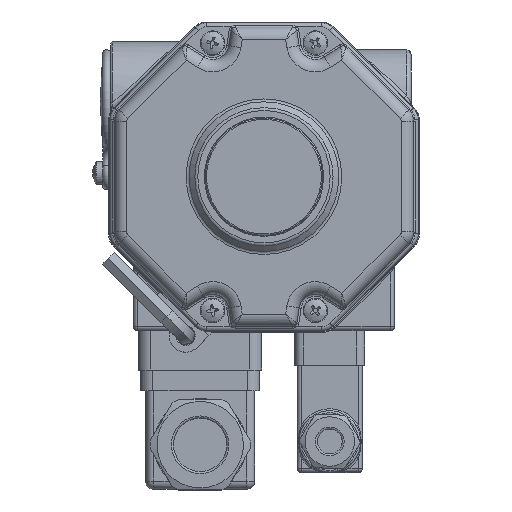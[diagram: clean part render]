
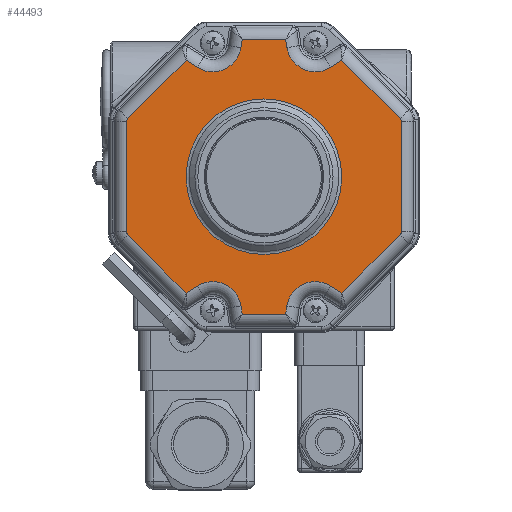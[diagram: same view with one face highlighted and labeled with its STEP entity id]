
A CAD part, top view. The second image highlights one B-rep face of the part: STEP entity #44493.
In plain terms, the highlighted face is planar.
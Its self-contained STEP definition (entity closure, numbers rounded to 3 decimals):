
#1516=PLANE('',#48756);
#4136=CIRCLE('',#48623,1.);
#4141=CIRCLE('',#48631,1.);
#4149=CIRCLE('',#48644,7.);
#4158=CIRCLE('',#48658,1.);
#4162=CIRCLE('',#48665,7.);
#4166=CIRCLE('',#48670,1.);
#4201=CIRCLE('',#48757,7.);
#4202=CIRCLE('',#48758,7.);
#4203=CIRCLE('',#48759,18.914);
#12994=ORIENTED_EDGE('',*,*,#19173,.T.);
#12995=ORIENTED_EDGE('',*,*,#19352,.T.);
#12996=ORIENTED_EDGE('',*,*,#19163,.T.);
#12997=ORIENTED_EDGE('',*,*,#19159,.T.);
#12998=ORIENTED_EDGE('',*,*,#19165,.T.);
#12999=ORIENTED_EDGE('',*,*,#19168,.T.);
#13000=ORIENTED_EDGE('',*,*,#19175,.T.);
#13001=ORIENTED_EDGE('',*,*,#19180,.T.);
#13002=ORIENTED_EDGE('',*,*,#19190,.T.);
#13003=ORIENTED_EDGE('',*,*,#19196,.T.);
#13004=ORIENTED_EDGE('',*,*,#19199,.T.);
#13005=ORIENTED_EDGE('',*,*,#19210,.T.);
#13006=ORIENTED_EDGE('',*,*,#19221,.T.);
#13007=ORIENTED_EDGE('',*,*,#19227,.T.);
#13008=ORIENTED_EDGE('',*,*,#19233,.T.);
#13009=ORIENTED_EDGE('',*,*,#19237,.T.);
#13010=ORIENTED_EDGE('',*,*,#19231,.T.);
#13011=ORIENTED_EDGE('',*,*,#19225,.T.);
#13012=ORIENTED_EDGE('',*,*,#19219,.T.);
#13013=ORIENTED_EDGE('',*,*,#19214,.T.);
#13014=ORIENTED_EDGE('',*,*,#19204,.T.);
#13015=ORIENTED_EDGE('',*,*,#19353,.T.);
#13016=ORIENTED_EDGE('',*,*,#19194,.T.);
#13017=ORIENTED_EDGE('',*,*,#19184,.T.);
#13018=ORIENTED_EDGE('',*,*,#19354,.T.);
#19159=EDGE_CURVE('',#22878,#22880,#25332,.T.);
#19163=EDGE_CURVE('',#22881,#22878,#25335,.T.);
#19165=EDGE_CURVE('',#22880,#22884,#4136,.T.);
#19168=EDGE_CURVE('',#22884,#22886,#25336,.T.);
#19173=EDGE_CURVE('',#22887,#22890,#25339,.T.);
#19175=EDGE_CURVE('',#22886,#22892,#4141,.T.);
#19180=EDGE_CURVE('',#22892,#22895,#25340,.T.);
#19184=EDGE_CURVE('',#22896,#22887,#25343,.T.);
#19190=EDGE_CURVE('',#22895,#22901,#25344,.T.);
#19194=EDGE_CURVE('',#22902,#22896,#25347,.T.);
#19196=EDGE_CURVE('',#22901,#22905,#4149,.T.);
#19199=EDGE_CURVE('',#22905,#22907,#25348,.T.);
#19204=EDGE_CURVE('',#22908,#22911,#25351,.T.);
#19210=EDGE_CURVE('',#22907,#22915,#25352,.T.);
#19214=EDGE_CURVE('',#22916,#22908,#25355,.T.);
#19219=EDGE_CURVE('',#22919,#22916,#4158,.T.);
#19221=EDGE_CURVE('',#22915,#22922,#25356,.T.);
#19225=EDGE_CURVE('',#22923,#22919,#25359,.T.);
#19227=EDGE_CURVE('',#22922,#22926,#4162,.T.);
#19231=EDGE_CURVE('',#22927,#22923,#4166,.T.);
#19233=EDGE_CURVE('',#22926,#22930,#25360,.T.);
#19237=EDGE_CURVE('',#22930,#22927,#25363,.T.);
#19352=EDGE_CURVE('',#22890,#22881,#4201,.T.);
#19353=EDGE_CURVE('',#22911,#22902,#4202,.T.);
#19354=EDGE_CURVE('',#22994,#22994,#4203,.T.);
#22878=VERTEX_POINT('',#77011);
#22880=VERTEX_POINT('',#77030);
#22881=VERTEX_POINT('',#77035);
#22884=VERTEX_POINT('',#77042);
#22886=VERTEX_POINT('',#77048);
#22887=VERTEX_POINT('',#77067);
#22890=VERTEX_POINT('',#77072);
#22892=VERTEX_POINT('',#77077);
#22895=VERTEX_POINT('',#77156);
#22896=VERTEX_POINT('',#77175);
#22901=VERTEX_POINT('',#77294);
#22902=VERTEX_POINT('',#77299);
#22905=VERTEX_POINT('',#77306);
#22907=VERTEX_POINT('',#77326);
#22908=VERTEX_POINT('',#77345);
#22911=VERTEX_POINT('',#77350);
#22915=VERTEX_POINT('',#77481);
#22916=VERTEX_POINT('',#77486);
#22919=VERTEX_POINT('',#77551);
#22922=VERTEX_POINT('',#77558);
#22923=VERTEX_POINT('',#77563);
#22926=VERTEX_POINT('',#77570);
#22927=VERTEX_POINT('',#77575);
#22930=VERTEX_POINT('',#77596);
#22994=VERTEX_POINT('',#77883);
#25332=LINE('',#77031,#27625);
#25335=LINE('',#77038,#27628);
#25336=LINE('',#77049,#27629);
#25339=LINE('',#77073,#27632);
#25340=LINE('',#77157,#27633);
#25343=LINE('',#77178,#27636);
#25344=LINE('',#77295,#27637);
#25347=LINE('',#77302,#27640);
#25348=LINE('',#77327,#27641);
#25351=LINE('',#77351,#27644);
#25352=LINE('',#77482,#27645);
#25355=LINE('',#77489,#27648);
#25356=LINE('',#77559,#27649);
#25359=LINE('',#77566,#27652);
#25360=LINE('',#77597,#27653);
#25363=LINE('',#77617,#27656);
#27625=VECTOR('',#58497,1000.);
#27628=VECTOR('',#58504,1000.);
#27629=VECTOR('',#58517,1000.);
#27632=VECTOR('',#58524,1000.);
#27633=VECTOR('',#58537,1000.);
#27636=VECTOR('',#58542,1000.);
#27637=VECTOR('',#58551,1000.);
#27640=VECTOR('',#58558,1000.);
#27641=VECTOR('',#58569,1000.);
#27644=VECTOR('',#58576,1000.);
#27645=VECTOR('',#58583,1000.);
#27648=VECTOR('',#58590,1000.);
#27649=VECTOR('',#58605,1000.);
#27652=VECTOR('',#58612,1000.);
#27653=VECTOR('',#58631,1000.);
#27656=VECTOR('',#58636,1000.);
#30279=EDGE_LOOP('',(#12994,#12995,#12996,#12997,#12998,#12999,#13000,#13001,
#13002,#13003,#13004,#13005,#13006,#13007,#13008,#13009,#13010,#13011,#13012,
#13013,#13014,#13015,#13016,#13017));
#30280=EDGE_LOOP('',(#13018));
#33028=FACE_BOUND('',#30279,.T.);
#33029=FACE_BOUND('',#30280,.T.);
#44493=ADVANCED_FACE('',(#33028,#33029),#1516,.T.);
#48623=AXIS2_PLACEMENT_3D('',#77043,#58509,#58510);
#48631=AXIS2_PLACEMENT_3D('',#77078,#58529,#58530);
#48644=AXIS2_PLACEMENT_3D('',#77307,#58563,#58564);
#48658=AXIS2_PLACEMENT_3D('',#77554,#58599,#58600);
#48665=AXIS2_PLACEMENT_3D('',#77571,#58617,#58618);
#48670=AXIS2_PLACEMENT_3D('',#77578,#58627,#58628);
#48756=AXIS2_PLACEMENT_3D('',#77879,#58883,#58884);
#48757=AXIS2_PLACEMENT_3D('',#77880,#58885,#58886);
#48758=AXIS2_PLACEMENT_3D('',#77881,#58887,#58888);
#48759=AXIS2_PLACEMENT_3D('',#77882,#58889,#58890);
#58497=DIRECTION('',(-0.707,0.,0.707));
#58504=DIRECTION('',(-0.844,0.,-0.536));
#58509=DIRECTION('',(0.,1.,0.));
#58510=DIRECTION('',(0.,0.,1.));
#58517=DIRECTION('',(0.,0.,1.));
#58524=DIRECTION('',(-0.156,0.,0.988));
#58529=DIRECTION('',(0.,1.,0.));
#58530=DIRECTION('',(0.,0.,1.));
#58537=DIRECTION('',(0.707,0.,0.707));
#58542=DIRECTION('',(-1.,0.,0.));
#58551=DIRECTION('',(0.844,0.,-0.536));
#58558=DIRECTION('',(-0.156,0.,-0.988));
#58563=DIRECTION('',(0.,-1.,0.));
#58564=DIRECTION('',(0.,0.,1.));
#58569=DIRECTION('',(0.156,0.,0.988));
#58576=DIRECTION('',(-0.844,0.,0.536));
#58583=DIRECTION('',(1.,0.,0.));
#58590=DIRECTION('',(-0.707,0.,-0.707));
#58599=DIRECTION('',(0.,1.,0.));
#58600=DIRECTION('',(0.,0.,1.));
#58605=DIRECTION('',(0.156,0.,-0.988));
#58612=DIRECTION('',(0.,0.,-1.));
#58617=DIRECTION('',(0.,-1.,0.));
#58618=DIRECTION('',(0.,0.,1.));
#58627=DIRECTION('',(0.,1.,0.));
#58628=DIRECTION('',(0.,0.,1.));
#58631=DIRECTION('',(0.844,0.,0.536));
#58636=DIRECTION('',(0.707,0.,-0.707));
#58883=DIRECTION('',(0.,1.,0.));
#58884=DIRECTION('',(0.,0.,1.));
#58885=DIRECTION('',(0.,-1.,0.));
#58886=DIRECTION('',(0.,0.,1.));
#58887=DIRECTION('',(0.,-1.,0.));
#58888=DIRECTION('',(0.,0.,1.));
#58889=DIRECTION('',(0.,-1.,0.));
#58890=DIRECTION('',(0.,0.,1.));
#77011=CARTESIAN_POINT('',(-18.939,26.,-28.296));
#77030=CARTESIAN_POINT('',(-33.107,26.,-14.128));
#77031=CARTESIAN_POINT('',(-33.107,26.,-14.128));
#77035=CARTESIAN_POINT('',(-16.251,26.,-26.59));
#77038=CARTESIAN_POINT('',(-20.292,26.,-29.154));
#77042=CARTESIAN_POINT('',(-33.4,26.,-13.421));
#77043=CARTESIAN_POINT('',(-32.4,26.,-13.421));
#77048=CARTESIAN_POINT('',(-33.4,26.,13.421));
#77049=CARTESIAN_POINT('',(-33.4,26.,13.421));
#77067=CARTESIAN_POINT('',(-5.27,26.,-33.4));
#77072=CARTESIAN_POINT('',(-5.586,26.,-31.405));
#77073=CARTESIAN_POINT('',(-10.302,26.,-1.632));
#77077=CARTESIAN_POINT('',(-33.107,26.,14.128));
#77078=CARTESIAN_POINT('',(-32.4,26.,13.421));
#77156=CARTESIAN_POINT('',(-18.939,26.,28.296));
#77157=CARTESIAN_POINT('',(-17.806,26.,29.429));
#77175=CARTESIAN_POINT('',(5.27,26.,-33.4));
#77178=CARTESIAN_POINT('',(-6.978,26.,-33.4));
#77294=CARTESIAN_POINT('',(-16.251,26.,26.59));
#77295=CARTESIAN_POINT('',(7.364,26.,11.603));
#77299=CARTESIAN_POINT('',(5.586,26.,-31.405));
#77302=CARTESIAN_POINT('',(5.003,26.,-35.087));
#77306=CARTESIAN_POINT('',(-5.586,26.,31.405));
#77307=CARTESIAN_POINT('',(-12.5,26.,32.5));
#77326=CARTESIAN_POINT('',(-5.27,26.,33.4));
#77327=CARTESIAN_POINT('',(-5.003,26.,35.087));
#77345=CARTESIAN_POINT('',(18.939,26.,-28.296));
#77350=CARTESIAN_POINT('',(16.251,26.,-26.59));
#77351=CARTESIAN_POINT('',(-7.364,26.,-11.603));
#77481=CARTESIAN_POINT('',(5.27,26.,33.4));
#77482=CARTESIAN_POINT('',(6.978,26.,33.4));
#77486=CARTESIAN_POINT('',(33.107,26.,-14.128));
#77489=CARTESIAN_POINT('',(17.806,26.,-29.429));
#77551=CARTESIAN_POINT('',(33.4,26.,-13.421));
#77554=CARTESIAN_POINT('',(32.4,26.,-13.421));
#77558=CARTESIAN_POINT('',(5.586,26.,31.405));
#77559=CARTESIAN_POINT('',(10.302,26.,1.632));
#77563=CARTESIAN_POINT('',(33.4,26.,13.421));
#77566=CARTESIAN_POINT('',(33.4,26.,-13.421));
#77570=CARTESIAN_POINT('',(16.251,26.,26.59));
#77571=CARTESIAN_POINT('',(12.5,26.,32.5));
#77575=CARTESIAN_POINT('',(33.107,26.,14.128));
#77578=CARTESIAN_POINT('',(32.4,26.,13.421));
#77596=CARTESIAN_POINT('',(18.939,26.,28.296));
#77597=CARTESIAN_POINT('',(20.292,26.,29.154));
#77617=CARTESIAN_POINT('',(33.107,26.,14.128));
#77879=CARTESIAN_POINT('',(0.,26.,0.));
#77880=CARTESIAN_POINT('',(-12.5,26.,-32.5));
#77881=CARTESIAN_POINT('',(12.5,26.,-32.5));
#77882=CARTESIAN_POINT('',(0.,26.,0.));
#77883=CARTESIAN_POINT('',(0.,26.,18.914));
